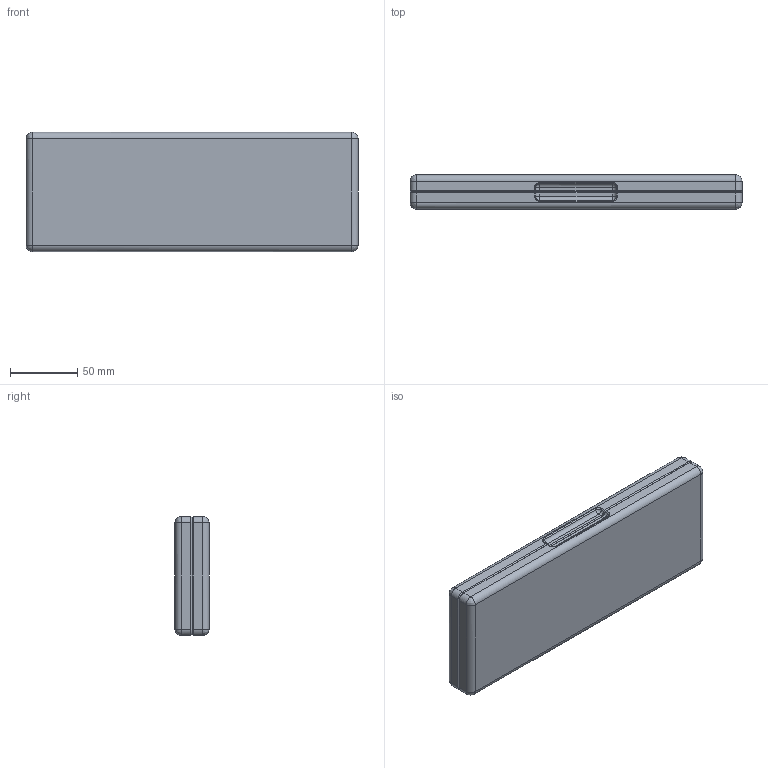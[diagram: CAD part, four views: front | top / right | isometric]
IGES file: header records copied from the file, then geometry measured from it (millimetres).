
Global section: file name: Hinged Caliper Case Assembly_v94; native system: unknown; preprocessor: unknown; author: unknown; organization: unknown; date: 20200923.182111; units: inch
Bounding box: 247.65 x 25.4 x 88.9 mm (x, y, z)
Volume: 451212.3 mm3; surface area: 157449.9 mm2
Topology: 33 solids, 33 shells, 1738 faces, 4139 edges, 2463 vertices
Faces by surface type: bspline 1738
